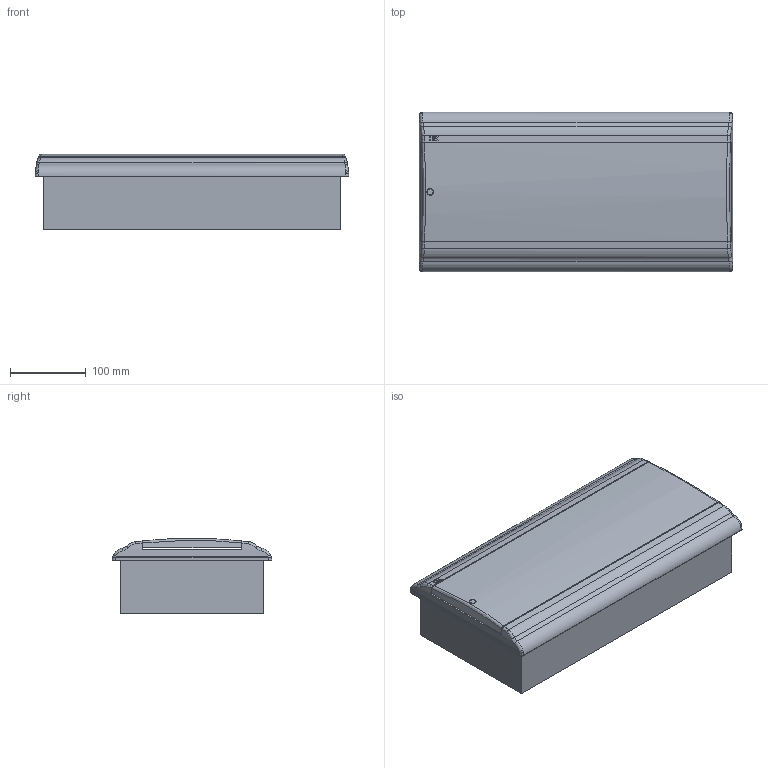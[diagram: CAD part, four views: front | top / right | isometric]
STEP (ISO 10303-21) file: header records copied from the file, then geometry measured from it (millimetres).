
FILE_DESCRIPTION (( 'STEP AP214' ), '1' );
FILE_NAME ('MKP82-V-18-41-10 Áîêñ ÙÐÂ-Ï-18 ìîäóëåé âñòðàèâ.ïëàñòèê IP41 PRIME_1.STEP', '2016-09-01T12:05:51', ( '' ), ( '' ), 'SwSTEP 2.0', 'SolidWorks 2014', '' );
FILE_SCHEMA (( 'AUTOMOTIVE_DESIGN' ));
Products named in the file (1): MKP82-V-18-41-10 Áîêñ ÙÐÂ-Ï-18 ìîäóëåé âñòðàèâ.ïëàñòèê IP41 PRIME_1
Bounding box: 414.05 x 211.05 x 100 mm (x, y, z)
Volume: 1099897.1 mm3; surface area: 734521.5 mm2
Topology: 8 solids, 16 shells, 3848 faces, 10454 edges, 6940 vertices
Faces by surface type: plane 2013, bspline 1568, cylinder 207, cone 60
Entity records: 164375 total; most frequent: CARTESIAN_POINT 77945, ORIENTED_EDGE 20908, DIRECTION 12196, EDGE_CURVE 10454, VERTEX_POINT 6940, LINE 6716, VECTOR 6716, EDGE_LOOP 4170
